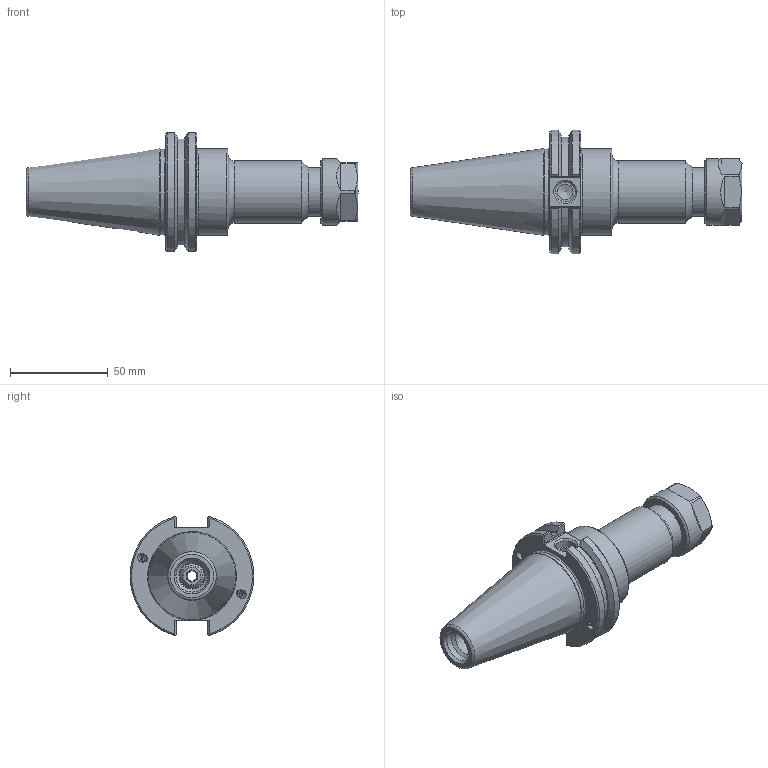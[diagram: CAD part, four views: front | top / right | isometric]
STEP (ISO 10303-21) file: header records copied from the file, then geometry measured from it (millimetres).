
FILE_DESCRIPTION(/* description */ ('ER COLLET CHUCK'),/* implementation_level */ '2;1');
FILE_NAME(/* name */ 'C40BC-20ERF400.stp',/* time_stamp */ '2017-01-20T08:16:49-05:00',/* author */ ('davhar'),/* organization */ (''),/* preprocessor_version */ 'ST-DEVELOPER v16.1',/* originating_system */ 'Autodesk Inventor 2016',/* authorisation */ '9.3 in^3');
FILE_SCHEMA (('AUTOMOTIVE_DESIGN { 1 0 10303 214 3 1 1 }'));
Length unit declared in the file: inch
Products named in the file (6): C40BC-20ER4-1; 029-965; C40BCB-20ER4-1; BS-09; 20ERHN; C40BC-20ERF400
Assembly tree (8 placements, depth 3):
  C40BC-20ERF400
    C40BCB-20ER4-1
      C40BC-20ER4-1
      029-965  x4
    BS-09
    20ERHN
Bounding box: 169.86 x 63.26 x 61.05 mm (x, y, z)
Volume: 162345.9 mm3; surface area: 36867.1 mm2
Topology: 7 solids, 7 shells, 226 faces, 532 edges, 339 vertices
Faces by surface type: plane 108, cylinder 60, cone 43, torus 11, sphere 4
Full cylindrical faces by diameter (mm): 3.3 x4, 4 x8, 4.1 x4, 4.2 x4, 7.137 x1, 8.001 x1, 10.135 x1, 10.719 x2, 12.751 x1, 13.36 x1, 13.386 x1, 14.097 x1, 14.478 x1, 15.494 x1, 16.459 x1, 23.5 x1, 25 x1, 26 x1, 31.75 x1, 34 x1, 43.942 x1, 44.45 x1
Entity records: 5202 total; most frequent: CARTESIAN_POINT 1120, DIRECTION 822, ORIENTED_EDGE 712, EDGE_CURVE 356, AXIS2_PLACEMENT_3D 338, EDGE_LOOP 264, VERTEX_POINT 258, FACE_OUTER_BOUND 178
